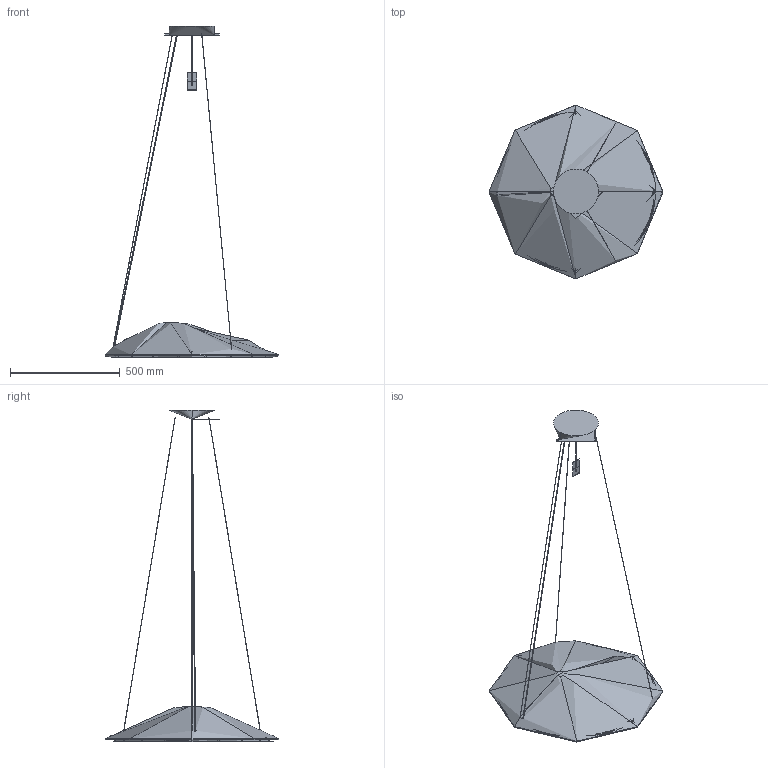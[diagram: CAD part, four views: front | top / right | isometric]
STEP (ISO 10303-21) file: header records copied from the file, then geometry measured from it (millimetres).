
FILE_DESCRIPTION(/* description */ (''),/* implementation_level */ '2;1');
FILE_NAME(/* name */ '3D semplificato_Sospensione_Mercedes_Jellyfish accessorio',/* time_stamp */ '2016-02-11T15:00:32+01:00',/* author */ (''),/* organization */ (''),/* preprocessor_version */ 'ST-DEVELOPER v10',/* originating_system */ '',/* authorisation */ '');
FILE_SCHEMA (('CONFIG_CONTROL_DESIGN'));
Length unit declared in the file: millimetre
Products named in the file (1): 1
Bounding box: 792.79 x 792.66 x 1510.14 mm (x, y, z)
Volume: 2295916.3 mm3; surface area: 2012003.9 mm2
Topology: 10 solids, 13 shells, 750 faces, 1792 edges, 956 vertices
Faces by surface type: bspline 653, plane 97
Entity records: 28854 total; most frequent: CARTESIAN_POINT 19626, ORIENTED_EDGE 3342, EDGE_CURVE 1678, VERTEX_POINT 952, EDGE_LOOP 761, ADVANCED_FACE 750, FACE_OUTER_BOUND 750, B_SPLINE_CURVE_WITH_KNOTS 502
